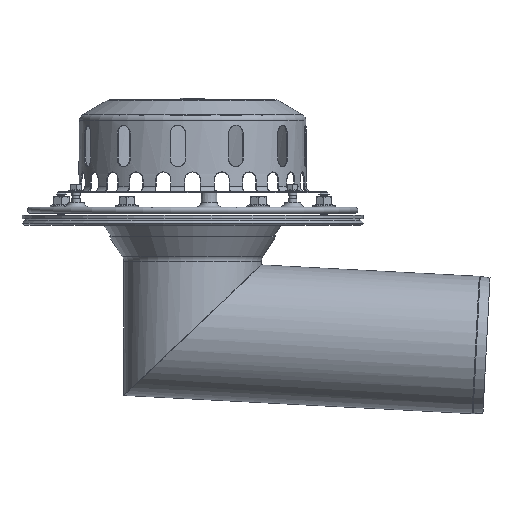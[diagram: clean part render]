
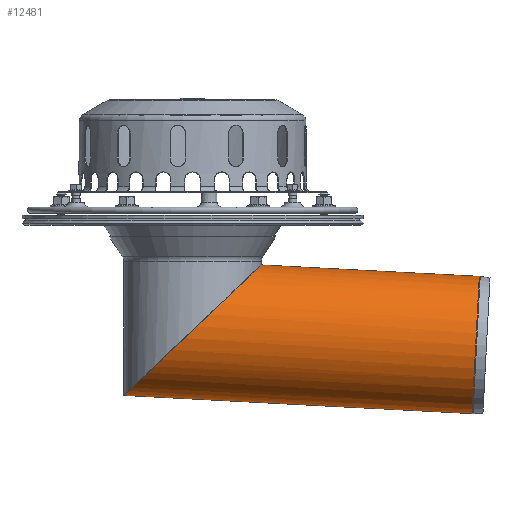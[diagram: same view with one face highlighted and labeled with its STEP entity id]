
A CAD part, front view. The second image highlights one B-rep face of the part: STEP entity #12481.
In plain terms, the highlighted cylindrical face has radius 665 mm (diameter 1330 mm), a full revolution.
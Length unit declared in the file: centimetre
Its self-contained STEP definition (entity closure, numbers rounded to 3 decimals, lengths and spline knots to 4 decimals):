
#613=ELLIPSE('',#13400,91.6768,66.5);
#620=CYLINDRICAL_SURFACE('',#13399,66.5);
#1298=FACE_OUTER_BOUND('',#2075,.T.);
#2075=EDGE_LOOP('',(#8646,#8647,#8648,#8649));
#2962=LINE('',#18984,#3676);
#3676=VECTOR('',#15292,66.5);
#4396=CIRCLE('',#13391,66.5);
#5161=VERTEX_POINT('',#18967);
#5165=VERTEX_POINT('',#18983);
#6472=EDGE_CURVE('',#5161,#5161,#4396,.T.);
#6479=EDGE_CURVE('',#5161,#5165,#2962,.T.);
#6480=EDGE_CURVE('',#5165,#5165,#613,.T.);
#8646=ORIENTED_EDGE('',*,*,#6472,.F.);
#8647=ORIENTED_EDGE('',*,*,#6479,.T.);
#8648=ORIENTED_EDGE('',*,*,#6480,.F.);
#8649=ORIENTED_EDGE('',*,*,#6479,.F.);
#12481=ADVANCED_FACE('',(#1298),#620,.T.);
#13391=AXIS2_PLACEMENT_3D('',#18969,#15272,#15273);
#13399=AXIS2_PLACEMENT_3D('',#18982,#15290,#15291);
#13400=AXIS2_PLACEMENT_3D('',#18985,#15293,#15294);
#15272=DIRECTION('center_axis',(0.999,0.,-0.052));
#15273=DIRECTION('ref_axis',(0.052,0.,0.999));
#15290=DIRECTION('center_axis',(0.999,0.,-0.052));
#15291=DIRECTION('ref_axis',(-0.052,0.,-0.999));
#15292=DIRECTION('',(-0.999,0.,0.052));
#15293=DIRECTION('center_axis',(-0.688,0.,0.725));
#15294=DIRECTION('ref_axis',(-0.725,0.,-0.688));
#18967=CARTESIAN_POINT('',(346.7774,0.,116.2952));
#18969=CARTESIAN_POINT('Origin',(343.2971,0.,
49.8864));
#18982=CARTESIAN_POINT('Origin',(139.7159,0.,
60.5556));
#18983=CARTESIAN_POINT('',(136.,0.,127.3416));
#18984=CARTESIAN_POINT('',(143.1962,0.,126.9645));
#18985=CARTESIAN_POINT('Origin',(69.5,0.,
64.2355));
